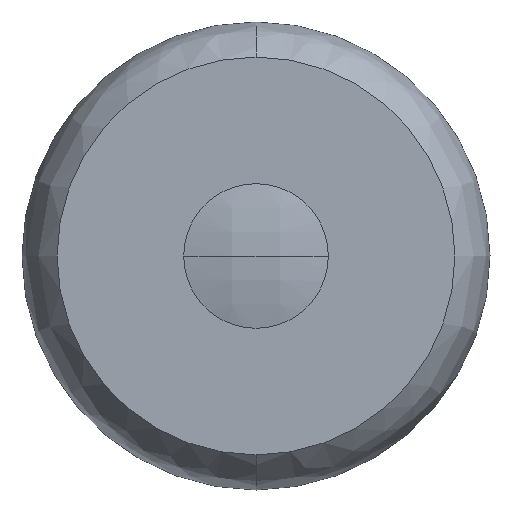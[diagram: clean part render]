
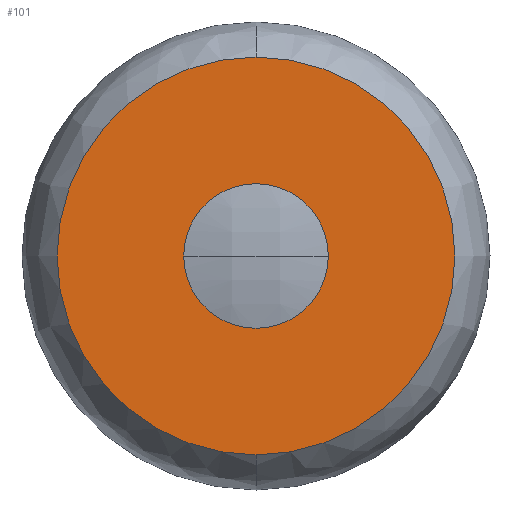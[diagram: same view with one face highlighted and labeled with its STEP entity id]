
A CAD part, front view. The second image highlights one B-rep face of the part: STEP entity #101.
In plain terms, the highlighted planar face has unit normal (0, -1, 0).
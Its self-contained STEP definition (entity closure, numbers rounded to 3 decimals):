
#101 = ADVANCED_FACE ( 'NONE', ( #3136, #3140 ), #883, .T. ) ;
#113 = EDGE_CURVE ( 'NONE', #3834, #3835, #3155, .T. ) ;
#123 = EDGE_CURVE ( 'NONE', #3827, #3829, #3165, .T. ) ;
#128 = EDGE_CURVE ( 'NONE', #3835, #3834, #3170, .T. ) ;
#131 = EDGE_CURVE ( 'NONE', #3829, #3827, #1956, .T. ) ;
#882 = CARTESIAN_POINT ( 'NONE',  ( -15.13, -5.5, 0. ) ) ;
#883 = PLANE ( 'NONE',  #1063 ) ;
#884 = DIRECTION ( 'NONE',  ( 0., -1., 0. ) ) ;
#885 = DIRECTION ( 'NONE',  ( 0., 0., -1. ) ) ;
#982 = CARTESIAN_POINT ( 'NONE',  ( 0., -5.5, 0. ) ) ;
#983 = DIRECTION ( 'NONE',  ( 0., 1., 0. ) ) ;
#984 = DIRECTION ( 'NONE',  ( 0., 0., -1. ) ) ;
#1011 = CARTESIAN_POINT ( 'NONE',  ( 0., -5.5, 0. ) ) ;
#1012 = DIRECTION ( 'NONE',  ( 0., 1., 0. ) ) ;
#1013 = DIRECTION ( 'NONE',  ( 0., 0., 1. ) ) ;
#1056 = AXIS2_PLACEMENT_3D ( 'NONE', #982, #983, #984 ) ;
#1063 = AXIS2_PLACEMENT_3D ( 'NONE', #882, #884, #885 ) ;
#1074 = AXIS2_PLACEMENT_3D ( 'NONE', #1011, #1012, #1013 ) ;
#1082 = AXIS2_PLACEMENT_3D ( 'NONE', #1304, #1305, #1306 ) ;
#1085 = AXIS2_PLACEMENT_3D ( 'NONE', #1307, #1315, #1316 ) ;
#1304 = CARTESIAN_POINT ( 'NONE',  ( 0., -5.5, 0. ) ) ;
#1305 = DIRECTION ( 'NONE',  ( 0., 1., 0. ) ) ;
#1306 = DIRECTION ( 'NONE',  ( 0., 0., -1. ) ) ;
#1307 = CARTESIAN_POINT ( 'NONE',  ( 0., -5.5, 0. ) ) ;
#1315 = DIRECTION ( 'NONE',  ( 0., 1., 0. ) ) ;
#1316 = DIRECTION ( 'NONE',  ( 0., 0., 1. ) ) ;
#1956 = CIRCLE ( 'NONE', #1085, 15.13 ) ;
#2706 = CARTESIAN_POINT ( 'NONE',  ( 0., -5.5, -15.13 ) ) ;
#2708 = CARTESIAN_POINT ( 'NONE',  ( 0., -5.5, 15.13 ) ) ;
#2713 = CARTESIAN_POINT ( 'NONE',  ( 0., -5.5, -5.5 ) ) ;
#2714 = CARTESIAN_POINT ( 'NONE',  ( 0., -5.5, 5.5 ) ) ;
#2896 = EDGE_LOOP ( 'NONE', ( #3306, #3312 ) ) ;
#2898 = EDGE_LOOP ( 'NONE', ( #3311, #3307 ) ) ;
#3136 = FACE_OUTER_BOUND ( 'NONE', #2896, .T. ) ;
#3140 = FACE_BOUND ( 'NONE', #2898, .T. ) ;
#3155 = CIRCLE ( 'NONE', #1056, 5.5 ) ;
#3165 = CIRCLE ( 'NONE', #1074, 15.13 ) ;
#3170 = CIRCLE ( 'NONE', #1082, 5.5 ) ;
#3306 = ORIENTED_EDGE ( 'NONE', *, *, #131, .F. ) ;
#3307 = ORIENTED_EDGE ( 'NONE', *, *, #128, .T. ) ;
#3311 = ORIENTED_EDGE ( 'NONE', *, *, #113, .T. ) ;
#3312 = ORIENTED_EDGE ( 'NONE', *, *, #123, .F. ) ;
#3827 = VERTEX_POINT ( 'NONE', #2706 ) ;
#3829 = VERTEX_POINT ( 'NONE', #2708 ) ;
#3834 = VERTEX_POINT ( 'NONE', #2713 ) ;
#3835 = VERTEX_POINT ( 'NONE', #2714 ) ;
